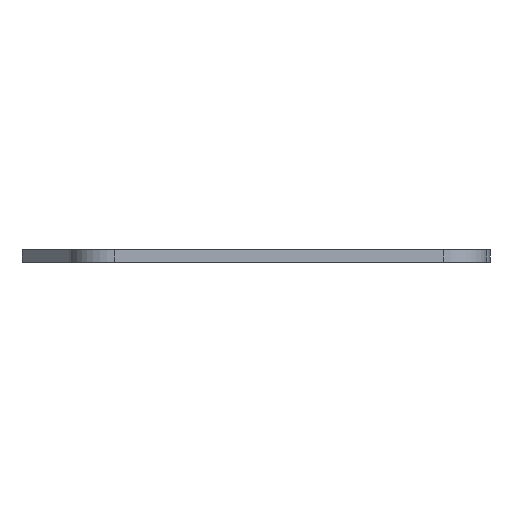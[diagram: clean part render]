
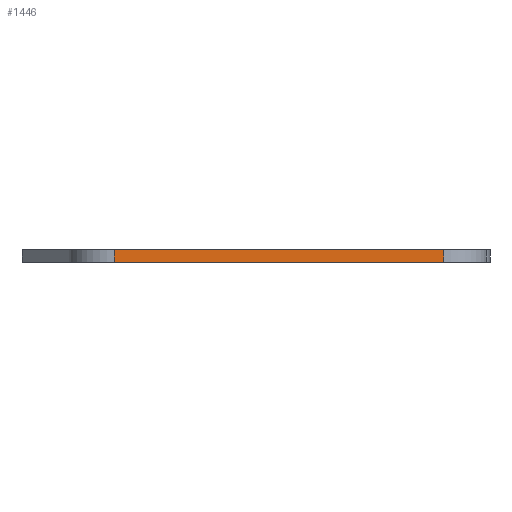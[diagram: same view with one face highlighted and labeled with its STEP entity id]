
A CAD part, left-side view. The second image highlights one B-rep face of the part: STEP entity #1446.
In plain terms, the highlighted planar face has unit normal (-0.999, -0.036, 0).
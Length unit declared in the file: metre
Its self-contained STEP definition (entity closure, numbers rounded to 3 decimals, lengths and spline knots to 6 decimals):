
#194=ORIENTED_EDGE('',*,*,#611,.T.);
#195=ORIENTED_EDGE('',*,*,#613,.F.);
#196=ORIENTED_EDGE('',*,*,#614,.F.);
#197=ORIENTED_EDGE('',*,*,#615,.T.);
#611=EDGE_CURVE('',#819,#818,#969,.T.);
#613=EDGE_CURVE('',#820,#818,#970,.T.);
#614=EDGE_CURVE('',#821,#820,#971,.T.);
#615=EDGE_CURVE('',#821,#819,#972,.T.);
#818=VERTEX_POINT('',#2253);
#819=VERTEX_POINT('',#2255);
#820=VERTEX_POINT('',#2259);
#821=VERTEX_POINT('',#2261);
#969=LINE('',#2254,#1080);
#970=LINE('',#2258,#1081);
#971=LINE('',#2260,#1082);
#972=LINE('',#2262,#1083);
#1080=VECTOR('',#1763,1.);
#1081=VECTOR('',#1768,1.);
#1082=VECTOR('',#1769,1.);
#1083=VECTOR('',#1770,1.);
#1180=EDGE_LOOP('',(#194,#195,#196,#197));
#1297=FACE_BOUND('',#1180,.T.);
#1412=PLANE('',#1548);
#1446=ADVANCED_FACE('',(#1297),#1412,.T.);
#1548=AXIS2_PLACEMENT_3D('',#2257,#1766,#1767);
#1763=DIRECTION('',(0.,0.,1.));
#1766=DIRECTION('',(-0.999,-0.036,0.));
#1767=DIRECTION('',(0.036,-0.999,0.));
#1768=DIRECTION('',(0.036,-0.999,0.));
#1769=DIRECTION('',(0.,0.,1.));
#1770=DIRECTION('',(0.036,-0.999,0.));
#2253=CARTESIAN_POINT('',(-0.077648,-0.044823,0.));
#2254=CARTESIAN_POINT('',(-0.077648,-0.044823,-0.003));
#2255=CARTESIAN_POINT('',(-0.077648,-0.044823,-0.003));
#2257=CARTESIAN_POINT('',(-0.079151,-0.003626,-0.003));
#2258=CARTESIAN_POINT('',(-0.079151,-0.003626,0.));
#2259=CARTESIAN_POINT('',(-0.080654,0.03757,0.));
#2260=CARTESIAN_POINT('',(-0.080654,0.03757,-0.003));
#2261=CARTESIAN_POINT('',(-0.080654,0.03757,-0.003));
#2262=CARTESIAN_POINT('',(-0.079151,-0.003626,-0.003));
